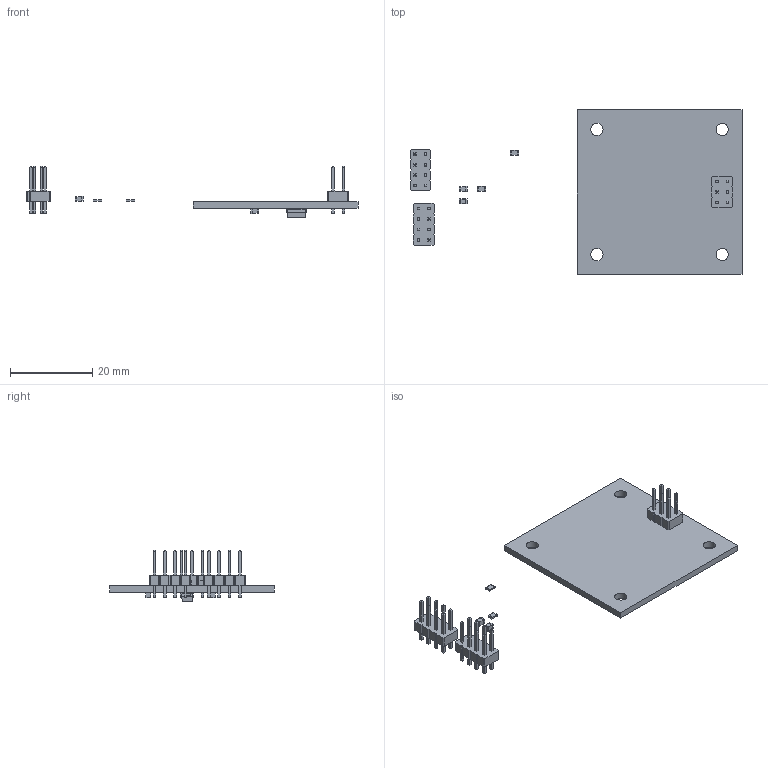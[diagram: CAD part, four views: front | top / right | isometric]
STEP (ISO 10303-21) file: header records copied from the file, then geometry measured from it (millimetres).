
FILE_DESCRIPTION(('KiCad electronic assembly'),'2;1');
FILE_NAME('ACOMP01.step','2023-02-14T00:47:25',('Pcbnew'),('Kicad'), 'Open CASCADE STEP processor 7.5','KiCad to STEP converter','Unknown' );
FILE_SCHEMA(('AUTOMOTIVE_DESIGN { 1 0 10303 214 1 1 1 1 }'));
Length unit declared in the file: millimetre
Products named in the file (12): ACOMP01 1; PinHeader_2x04_P2.54mm_Vertical; SOLID; C_0805_2012Metric; PinHeader_2x03_P2.54mm_Vertical; R_0805_2012Metric; D_SMA; tmpv7jdmfw7 PCB
Assembly tree (16 placements, depth 3):
  ACOMP01 1
    PinHeader_2x04_P2.54mm_Vertical  x2
      SOLID
    C_0805_2012Metric  x4
      SOLID
    PinHeader_2x03_P2.54mm_Vertical
      SOLID
    R_0805_2012Metric  x2
      SOLID
    D_SMA
      SOLID
    tmpv7jdmfw7 PCB
Bounding box: 80.8 x 40.13 x 12.46 mm (x, y, z)
Volume: 3002.3 mm3; surface area: 4629.5 mm2
Topology: 11 solids, 11 shells, 695 faces, 1668 edges, 1048 vertices
Faces by surface type: plane 607, cylinder 78, bspline 10
Full cylindrical faces by diameter (mm): 0.889 x6, 3 x4
Entity records: 27532 total; most frequent: CARTESIAN_POINT 4220, DIRECTION 3800, LINE 2780, VECTOR 2780, ORIENTED_EDGE 1972, PCURVE 1972, DEFINITIONAL_REPRESENTATION 1972, EDGE_CURVE 986
